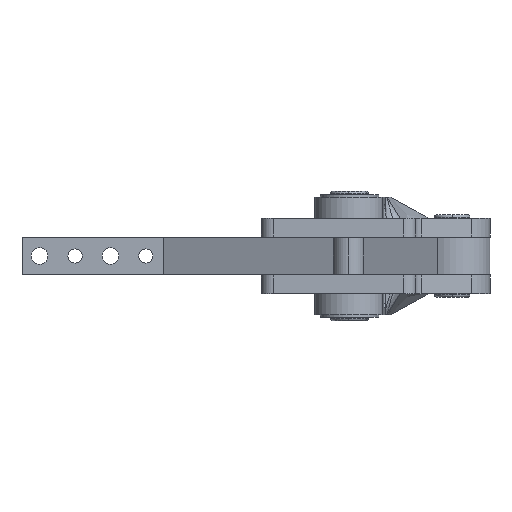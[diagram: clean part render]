
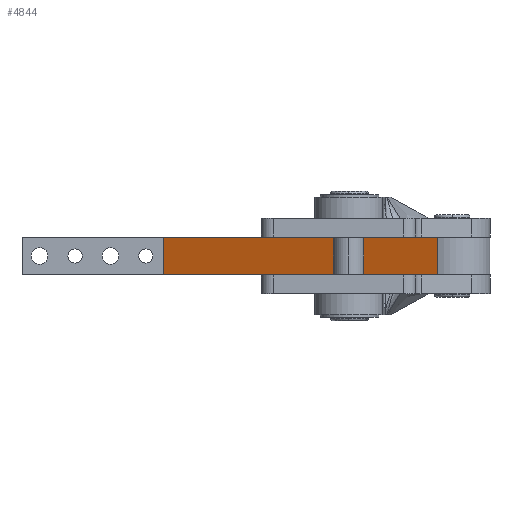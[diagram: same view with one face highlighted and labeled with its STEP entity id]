
A CAD part, front view. The second image highlights one B-rep face of the part: STEP entity #4844.
In plain terms, the highlighted planar face has unit normal (-0.391, -0.92, 0).
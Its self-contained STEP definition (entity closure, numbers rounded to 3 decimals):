
#113 = AXIS2_PLACEMENT_3D ( 'NONE', #6404, #6412, #6413 ) ;
#643 = LINE ( 'NONE', #17622, #654 ) ;
#644 = LINE ( 'NONE', #17627, #650 ) ;
#650 = VECTOR ( 'NONE', #17629, 1000. ) ;
#654 = VECTOR ( 'NONE', #17630, 1000. ) ;
#3554 = VERTEX_POINT ( 'NONE', #18591 ) ;
#3556 = VERTEX_POINT ( 'NONE', #18592 ) ;
#3566 = VERTEX_POINT ( 'NONE', #18599 ) ;
#3567 = VERTEX_POINT ( 'NONE', #18600 ) ;
#4844 = ADVANCED_FACE ( 'NONE', ( #13426 ), #6409, .F. ) ;
#6404 = CARTESIAN_POINT ( 'NONE',  ( 60., 0., 8. ) ) ;
#6409 = PLANE ( 'NONE',  #113 ) ;
#6412 = DIRECTION ( 'NONE',  ( 0.391, 0.921, 0. ) ) ;
#6413 = DIRECTION ( 'NONE',  ( -0.921, 0.391, 0. ) ) ;
#10437 = LINE ( 'NONE', #16574, #10440 ) ;
#10440 = VECTOR ( 'NONE', #16575, 1000. ) ;
#10458 = LINE ( 'NONE', #16602, #10460 ) ;
#10460 = VECTOR ( 'NONE', #16603, 1000. ) ;
#13054 = EDGE_LOOP ( 'NONE', ( #24704, #24703, #24702, #24701 ) ) ;
#13426 = FACE_OUTER_BOUND ( 'NONE', #13054, .T. ) ;
#16574 = CARTESIAN_POINT ( 'NONE',  ( 60., 0., 8. ) ) ;
#16575 = DIRECTION ( 'NONE',  ( 0.921, -0.391, 0. ) ) ;
#16602 = CARTESIAN_POINT ( 'NONE',  ( 60., 0., -8. ) ) ;
#16603 = DIRECTION ( 'NONE',  ( 0.921, -0.391, 0. ) ) ;
#17285 = EDGE_CURVE ( 'NONE', #3567, #3554, #644, .T. ) ;
#17286 = EDGE_CURVE ( 'NONE', #3566, #3556, #643, .T. ) ;
#17622 = CARTESIAN_POINT ( 'NONE',  ( 176.248, -49.344, 8. ) ) ;
#17627 = CARTESIAN_POINT ( 'NONE',  ( 60., 0., 8. ) ) ;
#17629 = DIRECTION ( 'NONE',  ( 0., 0., -1. ) ) ;
#17630 = DIRECTION ( 'NONE',  ( 0., 0., -1. ) ) ;
#18591 = CARTESIAN_POINT ( 'NONE',  ( 60., 0., -8. ) ) ;
#18592 = CARTESIAN_POINT ( 'NONE',  ( 176.248, -49.344, -8. ) ) ;
#18599 = CARTESIAN_POINT ( 'NONE',  ( 176.248, -49.344, 8. ) ) ;
#18600 = CARTESIAN_POINT ( 'NONE',  ( 60., 0., 8. ) ) ;
#20500 = EDGE_CURVE ( 'NONE', #3567, #3566, #10437, .T. ) ;
#20514 = EDGE_CURVE ( 'NONE', #3554, #3556, #10458, .T. ) ;
#24701 = ORIENTED_EDGE ( 'NONE', *, *, #17285, .T. ) ;
#24702 = ORIENTED_EDGE ( 'NONE', *, *, #20500, .F. ) ;
#24703 = ORIENTED_EDGE ( 'NONE', *, *, #17286, .F. ) ;
#24704 = ORIENTED_EDGE ( 'NONE', *, *, #20514, .T. ) ;
